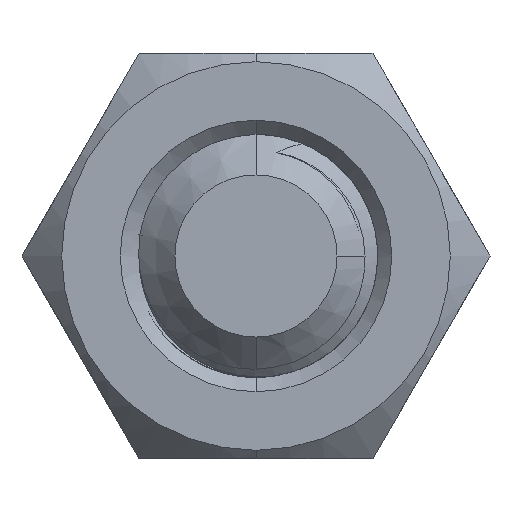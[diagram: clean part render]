
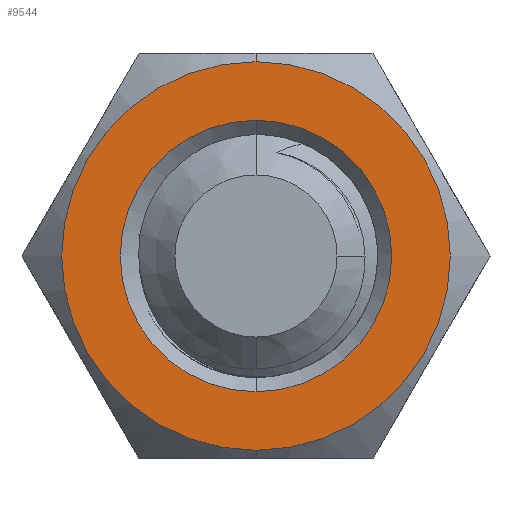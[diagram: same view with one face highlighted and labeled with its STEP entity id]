
A CAD part, front view. The second image highlights one B-rep face of the part: STEP entity #9544.
In plain terms, the highlighted planar face has unit normal (0, -1, 0).
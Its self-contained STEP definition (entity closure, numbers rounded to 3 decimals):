
#609 = CARTESIAN_POINT ( 'NONE',  ( -0.031, 0.043, 4.782 ) ) ;
#706 = VERTEX_POINT ( 'NONE', #4020 ) ;
#1127 = CARTESIAN_POINT ( 'NONE',  ( -0.031, 0.043, 3.337 ) ) ;
#1356 = DIRECTION ( 'NONE',  ( 0., -1., 0. ) ) ;
#1651 = CIRCLE ( 'NONE', #4077, 3.35 ) ;
#1661 = CARTESIAN_POINT ( 'NONE',  ( -0.031, 0.043, -0.013 ) ) ;
#1720 = VERTEX_POINT ( 'NONE', #9095 ) ;
#1797 = FACE_OUTER_BOUND ( 'NONE', #14302, .T. ) ;
#2699 = CIRCLE ( 'NONE', #13592, 3.35 ) ;
#2842 = EDGE_CURVE ( 'NONE', #12685, #706, #2699, .T. ) ;
#3673 = DIRECTION ( 'NONE',  ( 0., 0., -1. ) ) ;
#3822 = ORIENTED_EDGE ( 'NONE', *, *, #6971, .F. ) ;
#3855 = DIRECTION ( 'NONE',  ( 0., -1., 0. ) ) ;
#4020 = CARTESIAN_POINT ( 'NONE',  ( -0.031, 0.043, -3.363 ) ) ;
#4066 = CARTESIAN_POINT ( 'NONE',  ( -0.031, 0.043, -0.013 ) ) ;
#4077 = AXIS2_PLACEMENT_3D ( 'NONE', #8231, #1356, #10496 ) ;
#4968 = CARTESIAN_POINT ( 'NONE',  ( -0.031, 0.043, -0.013 ) ) ;
#5978 = DIRECTION ( 'NONE',  ( 0., 0., 1. ) ) ;
#6040 = AXIS2_PLACEMENT_3D ( 'NONE', #13972, #9257, #3673 ) ;
#6408 = DIRECTION ( 'NONE',  ( 1., 0., 0. ) ) ;
#6482 = DIRECTION ( 'NONE',  ( 0., 1., 0. ) ) ;
#6971 = EDGE_CURVE ( 'NONE', #706, #12685, #1651, .T. ) ;
#7392 = ORIENTED_EDGE ( 'NONE', *, *, #8624, .F. ) ;
#7609 = PLANE ( 'NONE',  #14838 ) ;
#8231 = CARTESIAN_POINT ( 'NONE',  ( -0.031, 0.043, -0.013 ) ) ;
#8624 = EDGE_CURVE ( 'NONE', #9072, #1720, #11884, .T. ) ;
#9072 = VERTEX_POINT ( 'NONE', #609 ) ;
#9095 = CARTESIAN_POINT ( 'NONE',  ( -0.031, 0.043, -4.807 ) ) ;
#9257 = DIRECTION ( 'NONE',  ( 0., 1., 0. ) ) ;
#9544 = ADVANCED_FACE ( 'NONE', ( #11166, #1797 ), #7609, .F. ) ;
#9641 = DIRECTION ( 'NONE',  ( 0., 1., 0. ) ) ;
#10189 = ORIENTED_EDGE ( 'NONE', *, *, #2842, .F. ) ;
#10496 = DIRECTION ( 'NONE',  ( 0., 0., -1. ) ) ;
#11166 = FACE_BOUND ( 'NONE', #13302, .T. ) ;
#11636 = AXIS2_PLACEMENT_3D ( 'NONE', #4968, #9641, #12915 ) ;
#11884 = CIRCLE ( 'NONE', #11636, 4.794 ) ;
#12326 = CIRCLE ( 'NONE', #6040, 4.794 ) ;
#12685 = VERTEX_POINT ( 'NONE', #1127 ) ;
#12915 = DIRECTION ( 'NONE',  ( 0., 0., 1. ) ) ;
#13302 = EDGE_LOOP ( 'NONE', ( #10189, #3822 ) ) ;
#13592 = AXIS2_PLACEMENT_3D ( 'NONE', #1661, #3855, #5978 ) ;
#13972 = CARTESIAN_POINT ( 'NONE',  ( -0.031, 0.043, -0.013 ) ) ;
#14302 = EDGE_LOOP ( 'NONE', ( #7392, #14964 ) ) ;
#14588 = EDGE_CURVE ( 'NONE', #1720, #9072, #12326, .T. ) ;
#14838 = AXIS2_PLACEMENT_3D ( 'NONE', #4066, #6482, #6408 ) ;
#14964 = ORIENTED_EDGE ( 'NONE', *, *, #14588, .F. ) ;
